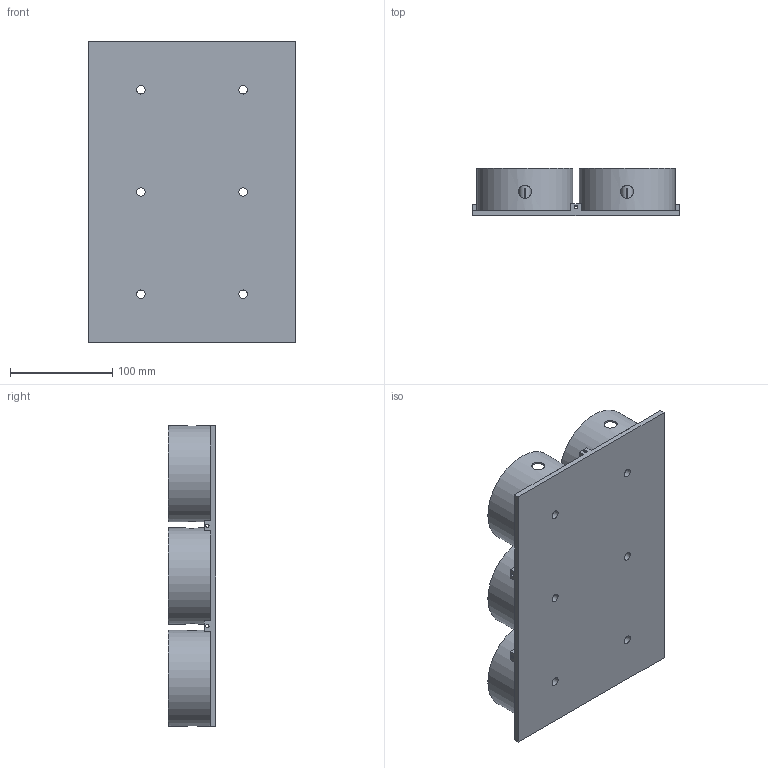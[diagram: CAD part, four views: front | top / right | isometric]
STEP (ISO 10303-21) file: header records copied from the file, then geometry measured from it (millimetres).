
FILE_DESCRIPTION(/* description */ ('STEP AP242','CAx-IF Rec.Pracs.---Representation and Presentation of Product Manufacturing Information (PMI)---4.0---2014-10-13','CAx-IF Rec.Pracs.---3D Tessellated Geometry---0.4---2014-09-14','2;1'),/* implementation_level */ '2;1');
FILE_NAME(/* name */ '688db1adf2a5856ad47d7d82',/* time_stamp */ '2025-08-02T06:35:26Z',/* author */ (''),/* organization */ (''),/* preprocessor_version */ 'ST-DEVELOPER v20',/* originating_system */ 'ONSHAPE BY PTC INC, 1.201',/* authorisation */ ' ');
FILE_SCHEMA (('AP242_MANAGED_MODEL_BASED_3D_ENGINEERING_MIM_LF { 1 0 10303 442 1 1 4 }'));
Length unit declared in the file: metre
Products named in the file (1): Clock Body
Bounding box: 202 x 46 x 294 mm (x, y, z)
Volume: 444472 mm3; surface area: 318149.1 mm2
Topology: 1 solids, 1 shells, 834 faces, 2440 edges, 1622 vertices
Faces by surface type: plane 576, cylinder 258
Full cylindrical faces by diameter (mm): 2.5 x24, 3.3 x6, 8.3 x6, 11.5 x6, 12.7 x12, 91 x6, 94 x6
Entity records: 27558 total; most frequent: CARTESIAN_POINT 5179, ORIENTED_EDGE 4652, DIRECTION 4518, EDGE_CURVE 2326, LINE 1756, VECTOR 1756, VERTEX_POINT 1586, AXIS2_PLACEMENT_3D 1381
